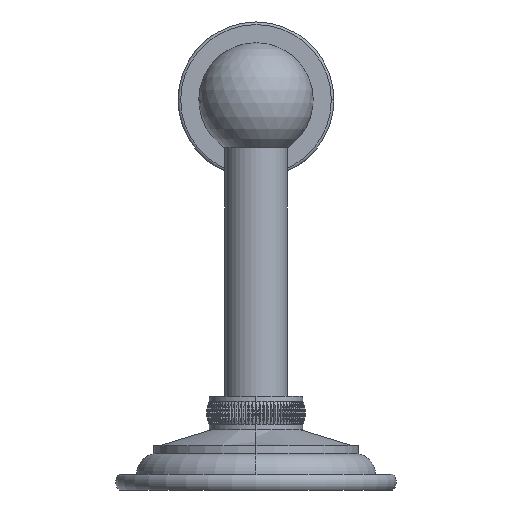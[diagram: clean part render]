
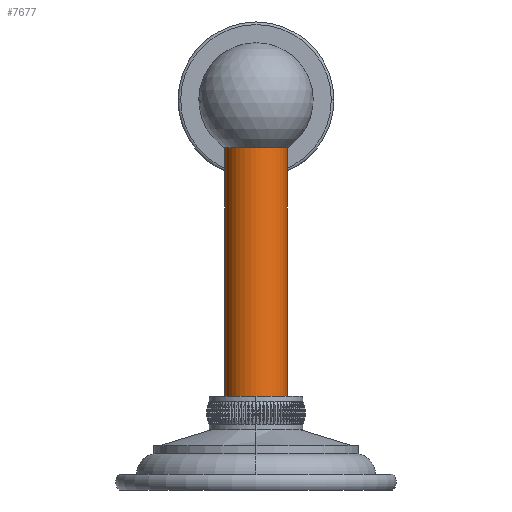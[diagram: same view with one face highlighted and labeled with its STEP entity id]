
A CAD part, left-side view. The second image highlights one B-rep face of the part: STEP entity #7677.
In plain terms, the highlighted cylindrical face has radius 6 mm (diameter 12 mm), a partial arc.
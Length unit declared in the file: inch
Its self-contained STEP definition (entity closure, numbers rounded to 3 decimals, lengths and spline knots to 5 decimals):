
#12=CARTESIAN_POINT('',(0.,0.,2.472));
#13=DIRECTION('',(0.,0.,1.));
#14=DIRECTION('',(0.,1.,0.));
#15=AXIS2_PLACEMENT_3D('',#12,#13,#14);
#47=CARTESIAN_POINT('',(0.,0.,0.59055));
#48=DIRECTION('',(0.,0.,-1.));
#49=DIRECTION('',(0.,-1.,0.));
#50=AXIS2_PLACEMENT_3D('',#47,#48,#49);
#2886=DIRECTION('',(0.,0.,1.));
#2887=VECTOR('',#2886,1.88145);
#2888=CARTESIAN_POINT('',(0.,0.23622,0.59055));
#2889=LINE('',#2888,#2887);
#2890=DIRECTION('',(0.,0.,1.));
#2891=VECTOR('',#2890,1.88145);
#2892=CARTESIAN_POINT('',(0.,-0.23622,0.59055));
#2893=LINE('',#2892,#2891);
#3266=CARTESIAN_POINT('',(0.,0.23622,2.472));
#3268=VERTEX_POINT('',#3266);
#3270=CARTESIAN_POINT('',(0.,-0.23622,2.472));
#3271=VERTEX_POINT('',#3270);
#3282=CARTESIAN_POINT('',(0.,0.23622,0.59055));
#3283=CARTESIAN_POINT('',(0.,-0.23622,0.59055));
#3284=VERTEX_POINT('',#3282);
#3285=VERTEX_POINT('',#3283);
#7666=CARTESIAN_POINT('',(0.,0.,3.43529));
#7667=DIRECTION('',(0.,0.,-1.));
#7668=DIRECTION('',(0.,-1.,0.));
#7669=AXIS2_PLACEMENT_3D('',#7666,#7667,#7668);
#7670=CYLINDRICAL_SURFACE('',#7669,0.23622);
#7671=ORIENTED_EDGE('',*,*,#3345,.T.);
#7672=ORIENTED_EDGE('',*,*,#3328,.T.);
#7673=ORIENTED_EDGE('',*,*,#3295,.T.);
#7674=ORIENTED_EDGE('',*,*,#3325,.F.);
#7675=EDGE_LOOP('',(#7671,#7672,#7673,#7674));
#7676=FACE_OUTER_BOUND('',#7675,.F.);
#7677=ADVANCED_FACE('',(#7676),#7670,.T.);
#16=CIRCLE('',#15,0.23622);
#51=CIRCLE('',#50,0.23622);
#3295=EDGE_CURVE('',#3268,#3271,#16,.T.);
#3325=EDGE_CURVE('',#3285,#3271,#2893,.T.);
#3328=EDGE_CURVE('',#3284,#3268,#2889,.T.);
#3345=EDGE_CURVE('',#3285,#3284,#51,.T.);
